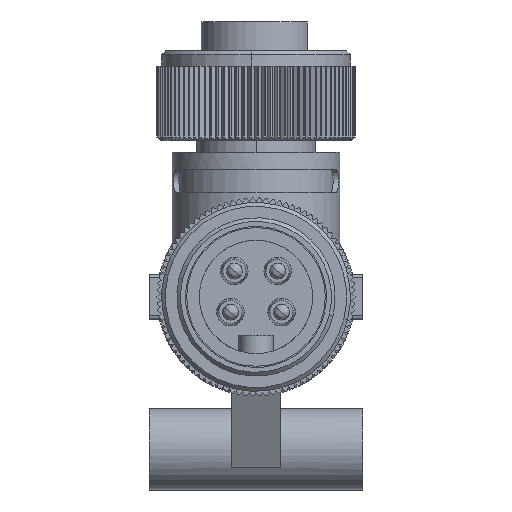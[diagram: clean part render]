
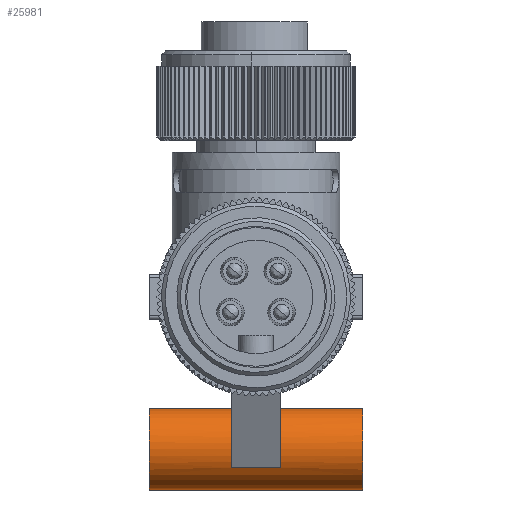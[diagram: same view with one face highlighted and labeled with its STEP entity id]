
A CAD part, front view. The second image highlights one B-rep face of the part: STEP entity #25981.
In plain terms, the highlighted cylindrical face has radius 5.35 mm (diameter 10.7 mm), a partial arc.
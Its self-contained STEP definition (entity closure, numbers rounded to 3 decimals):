
#3976=DIRECTION('',(1.,0.,0.));
#3977=VECTOR('',#3976,6.5);
#3978=CARTESIAN_POINT('',(-3.25,-4.388,-16.939));
#3979=LINE('',#3978,#3977);
#3984=CARTESIAN_POINT('',(-3.25,0.,-20.));
#3985=DIRECTION('',(-1.,0.,0.));
#3986=DIRECTION('',(0.,-0.894,-0.448));
#3987=AXIS2_PLACEMENT_3D('',#3984,#3985,#3986);
#3993=DIRECTION('',(-1.,0.,0.));
#3994=VECTOR('',#3993,6.5);
#3995=CARTESIAN_POINT('',(3.25,-4.782,-22.399));
#3996=LINE('',#3995,#3994);
#4001=CARTESIAN_POINT('',(3.25,0.,-20.));
#4002=DIRECTION('',(1.,0.,0.));
#4003=DIRECTION('',(0.,-0.82,0.572));
#4004=AXIS2_PLACEMENT_3D('',#4001,#4002,#4003);
#4010=DIRECTION('',(1.,0.,0.));
#4011=VECTOR('',#4010,28.);
#4012=CARTESIAN_POINT('',(-14.,0.,-25.35));
#4013=LINE('',#4012,#4011);
#4014=DIRECTION('',(-1.,0.,0.));
#4015=VECTOR('',#4014,28.);
#4016=CARTESIAN_POINT('',(14.,0.,-14.65));
#4017=LINE('',#4016,#4015);
#4023=CARTESIAN_POINT('',(-14.,0.,-20.));
#4024=DIRECTION('',(1.,0.,0.));
#4025=DIRECTION('',(0.,0.,1.));
#4026=AXIS2_PLACEMENT_3D('',#4023,#4024,#4025);
#4102=CARTESIAN_POINT('',(14.,0.,-20.));
#4103=DIRECTION('',(-1.,0.,0.));
#4104=DIRECTION('',(0.,0.,-1.));
#4105=AXIS2_PLACEMENT_3D('',#4102,#4103,#4104);
#17361=CARTESIAN_POINT('',(14.,0.,-14.65));
#17362=CARTESIAN_POINT('',(-14.,0.,-14.65));
#17363=VERTEX_POINT('',#17361);
#17364=VERTEX_POINT('',#17362);
#17365=CARTESIAN_POINT('',(3.25,-4.782,-22.399));
#17366=CARTESIAN_POINT('',(-3.25,-4.782,-22.399));
#17367=VERTEX_POINT('',#17365);
#17368=VERTEX_POINT('',#17366);
#17369=CARTESIAN_POINT('',(-3.25,-4.388,-16.939));
#17370=CARTESIAN_POINT('',(3.25,-4.388,-16.939));
#17371=VERTEX_POINT('',#17369);
#17372=VERTEX_POINT('',#17370);
#17373=CARTESIAN_POINT('',(-14.,0.,-25.35));
#17374=CARTESIAN_POINT('',(14.,0.,-25.35));
#17375=VERTEX_POINT('',#17373);
#17376=VERTEX_POINT('',#17374);
#25960=CARTESIAN_POINT('',(-14.56,0.,-20.));
#25961=DIRECTION('',(1.,0.,0.));
#25962=DIRECTION('',(0.,0.,-1.));
#25963=AXIS2_PLACEMENT_3D('',#25960,#25961,#25962);
#25964=CYLINDRICAL_SURFACE('',#25963,5.35);
#25966=ORIENTED_EDGE('',*,*,#25965,.F.);
#25968=ORIENTED_EDGE('',*,*,#25967,.F.);
#25970=ORIENTED_EDGE('',*,*,#25969,.F.);
#25972=ORIENTED_EDGE('',*,*,#25971,.F.);
#25973=EDGE_LOOP('',(#25966,#25968,#25970,#25972));
#25974=FACE_OUTER_BOUND('',#25973,.F.);
#25975=ORIENTED_EDGE('',*,*,#25941,.F.);
#25976=ORIENTED_EDGE('',*,*,#25954,.F.);
#25977=ORIENTED_EDGE('',*,*,#25910,.F.);
#25978=ORIENTED_EDGE('',*,*,#25926,.F.);
#25979=EDGE_LOOP('',(#25975,#25976,#25977,#25978));
#25980=FACE_BOUND('',#25979,.F.);
#25981=ADVANCED_FACE('',(#25974,#25980),#25964,.T.);
#3988=CIRCLE('',#3987,5.35);
#4005=CIRCLE('',#4004,5.35);
#4027=CIRCLE('',#4026,5.35);
#4106=CIRCLE('',#4105,5.35);
#25910=EDGE_CURVE('',#17371,#17372,#3979,.T.);
#25926=EDGE_CURVE('',#17368,#17371,#3988,.T.);
#25941=EDGE_CURVE('',#17367,#17368,#3996,.T.);
#25954=EDGE_CURVE('',#17372,#17367,#4005,.T.);
#25965=EDGE_CURVE('',#17363,#17364,#4017,.T.);
#25967=EDGE_CURVE('',#17376,#17363,#4106,.T.);
#25969=EDGE_CURVE('',#17375,#17376,#4013,.T.);
#25971=EDGE_CURVE('',#17364,#17375,#4027,.T.);
